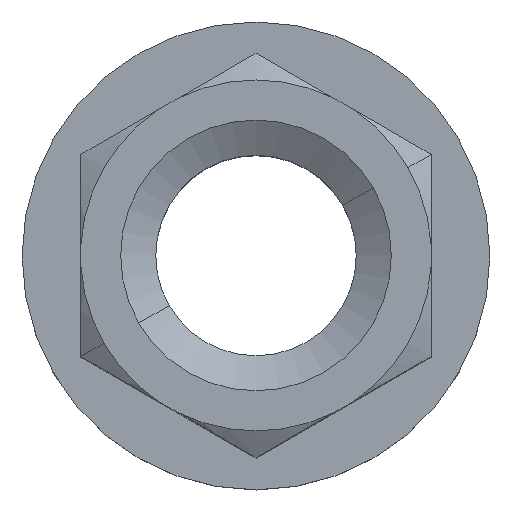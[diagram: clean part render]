
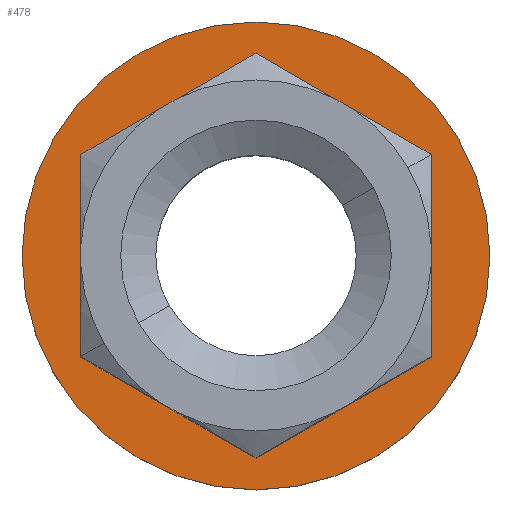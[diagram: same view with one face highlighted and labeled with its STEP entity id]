
A CAD part, top view. The second image highlights one B-rep face of the part: STEP entity #478.
In plain terms, the highlighted planar face has unit normal (0, 0, 1).
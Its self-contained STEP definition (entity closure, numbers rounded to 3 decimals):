
#372=EDGE_CURVE('',#434,#382,#784,.T.);
#378=EDGE_CURVE('',#382,#392,#790,.T.);
#382=VERTEX_POINT('',#795);
#386=EDGE_CURVE('',#392,#402,#799,.T.);
#392=VERTEX_POINT('',#805);
#398=EDGE_CURVE('',#402,#416,#811,.T.);
#402=VERTEX_POINT('',#815);
#410=EDGE_CURVE('',#416,#438,#825,.T.);
#416=VERTEX_POINT('',#832);
#428=EDGE_CURVE('',#438,#434,#844,.T.);
#434=VERTEX_POINT('',#850);
#438=VERTEX_POINT('',#854);
#464=EDGE_CURVE('',#578,#532,#885,.T.);
#478=ADVANCED_FACE('',(#900,#901),#902,.T.);
#532=VERTEX_POINT('',#964);
#578=VERTEX_POINT('',#1014);
#586=EDGE_CURVE('',#532,#578,#1022,.T.);
#784=LINE('',#1347,#1348);
#790=LINE('',#1357,#1358);
#795=CARTESIAN_POINT('',(10.479,6.05,4.));
#799=LINE('',#1368,#1369);
#805=CARTESIAN_POINT('',(0.,12.1,4.));
#811=LINE('',#1386,#1387);
#815=CARTESIAN_POINT('',(-10.479,6.05,4.));
#825=LINE('',#1403,#1404);
#832=CARTESIAN_POINT('',(-10.479,-6.05,4.));
#844=LINE('',#1430,#1431);
#850=CARTESIAN_POINT('',(10.479,-6.05,4.));
#854=CARTESIAN_POINT('',(0.0,-12.1,4.));
#885=CIRCLE('',#1489,14.0);
#900=FACE_OUTER_BOUND('',#1542,.T.);
#901=FACE_BOUND('',#1543,.T.);
#902=PLANE('',#1544);
#964=CARTESIAN_POINT('',(-12.124,-7.,4.));
#1014=CARTESIAN_POINT('',(12.124,7.,4.));
#1022=CIRCLE('',#1763,14.0);
#1347=CARTESIAN_POINT('',(10.479,0.4,4.));
#1348=VECTOR('',#1962,1.0);
#1357=CARTESIAN_POINT('',(0.346,11.9,4.));
#1358=VECTOR('',#1964,1.0);
#1368=CARTESIAN_POINT('',(-12.406,4.938,4.));
#1369=VECTOR('',#1972,1.0);
#1386=CARTESIAN_POINT('',(-10.479,-5.65,4.));
#1387=VECTOR('',#1980,1.0);
#1403=CARTESIAN_POINT('',(-4.893,-9.275,4.));
#1404=VECTOR('',#2004,1.0);
#1430=CARTESIAN_POINT('',(3.313,-10.188,4.));
#1431=VECTOR('',#2026,1.0);
#1489=AXIS2_PLACEMENT_3D('',#2074,#2075,#2076);
#1542=EDGE_LOOP('',(#2090,#2091));
#1543=EDGE_LOOP('',(#2092,#2093,#2094,#2095,#2096,#2097));
#1544=AXIS2_PLACEMENT_3D('',#2098,#2099,#2100);
#1763=AXIS2_PLACEMENT_3D('',#2222,#2223,#2224);
#1962=DIRECTION('',(0.0,1.0,0.));
#1964=DIRECTION('',(-0.866,0.5,0.));
#1972=DIRECTION('',(-0.866,-0.5,0.));
#1980=DIRECTION('',(0.0,-1.0,0.));
#2004=DIRECTION('',(0.866,-0.5,0.));
#2026=DIRECTION('',(0.866,0.5,0.));
#2074=CARTESIAN_POINT('',(0.,0.,4.));
#2075=DIRECTION('',(0.,0.,1.0));
#2076=DIRECTION('',(-0.866,-0.5,0.));
#2090=ORIENTED_EDGE('',*,*,#586,.T.);
#2091=ORIENTED_EDGE('',*,*,#464,.T.);
#2092=ORIENTED_EDGE('',*,*,#428,.F.);
#2093=ORIENTED_EDGE('',*,*,#410,.F.);
#2094=ORIENTED_EDGE('',*,*,#398,.F.);
#2095=ORIENTED_EDGE('',*,*,#386,.F.);
#2096=ORIENTED_EDGE('',*,*,#378,.F.);
#2097=ORIENTED_EDGE('',*,*,#372,.F.);
#2098=CARTESIAN_POINT('',(-9.093,-5.25,4.));
#2099=DIRECTION('',(0.,0.,1.0));
#2100=DIRECTION('',(0.866,0.5,0.));
#2222=CARTESIAN_POINT('',(0.,0.,4.));
#2223=DIRECTION('',(0.,0.,1.0));
#2224=DIRECTION('',(-0.866,-0.5,0.));
